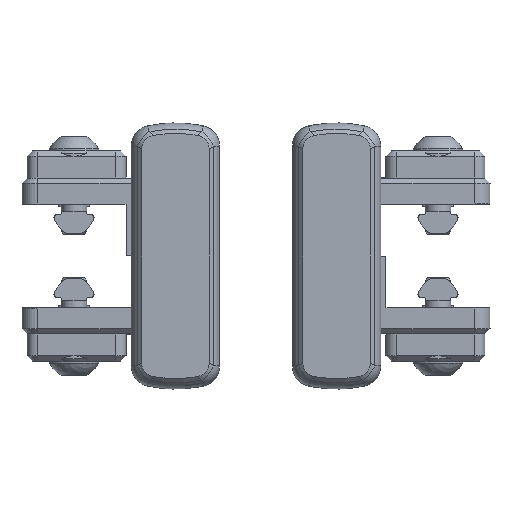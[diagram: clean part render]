
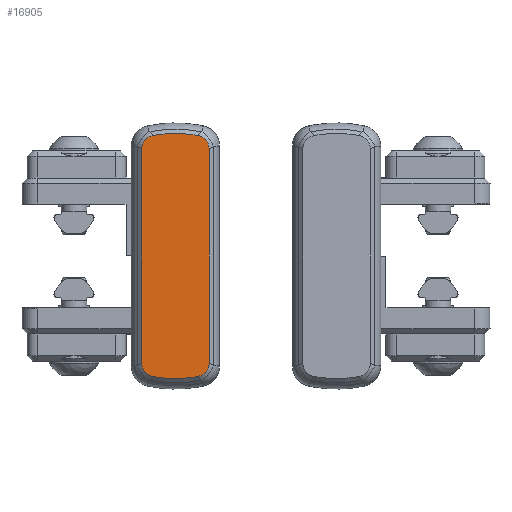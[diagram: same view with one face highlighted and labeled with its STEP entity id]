
A CAD part, front view. The second image highlights one B-rep face of the part: STEP entity #16905.
In plain terms, the highlighted face is planar.
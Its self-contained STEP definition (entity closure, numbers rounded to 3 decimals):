
#995=PLANE('',#18255);
#1436=CIRCLE('',#18253,23.589);
#1438=CIRCLE('',#18256,23.589);
#2475=FACE_OUTER_BOUND('',#3477,.T.);
#3477=EDGE_LOOP('',(#14462,#14463,#14464,#14465,#14466,#14467,#14468,#14469));
#5088=LINE('',#28658,#6748);
#5089=LINE('',#28684,#6749);
#6748=VECTOR('',#21743,10.);
#6749=VECTOR('',#21746,10.);
#7347=B_SPLINE_CURVE_WITH_KNOTS('',3,(#28620,#28621,#28622,#28623,#28624,
#28625,#28626,#28627,#28628,#28629),.UNSPECIFIED.,.F.,.F.,(4,2,2,2,4),(0.,
0.123,0.223,0.308,0.401),
 .UNSPECIFIED.);
#7351=B_SPLINE_CURVE_WITH_KNOTS('',3,(#28660,#28661,#28662,#28663,#28664,
#28665,#28666,#28667,#28668,#28669),.UNSPECIFIED.,.F.,.F.,(4,2,2,2,4),(0.,
0.123,0.223,0.309,0.401),
 .UNSPECIFIED.);
#7352=B_SPLINE_CURVE_WITH_KNOTS('',3,(#28673,#28674,#28675,#28676,#28677,
#28678,#28679,#28680,#28681,#28682),.UNSPECIFIED.,.F.,.F.,(4,2,2,2,4),(0.,
0.123,0.223,0.308,0.401),
 .UNSPECIFIED.);
#7353=B_SPLINE_CURVE_WITH_KNOTS('',3,(#28685,#28686,#28687,#28688,#28689,
#28690,#28691,#28692,#28693,#28694),.UNSPECIFIED.,.F.,.F.,(4,2,2,2,4),(0.,
0.123,0.223,0.309,0.401),
 .UNSPECIFIED.);
#8381=VERTEX_POINT('',#28618);
#8382=VERTEX_POINT('',#28619);
#8387=VERTEX_POINT('',#28648);
#8389=VERTEX_POINT('',#28657);
#8390=VERTEX_POINT('',#28659);
#8391=VERTEX_POINT('',#28670);
#8392=VERTEX_POINT('',#28672);
#8393=VERTEX_POINT('',#28683);
#10466=EDGE_CURVE('',#8381,#8382,#7347,.T.);
#10473=EDGE_CURVE('',#8382,#8387,#1436,.T.);
#10476=EDGE_CURVE('',#8389,#8381,#5088,.T.);
#10477=EDGE_CURVE('',#8390,#8389,#7351,.T.);
#10478=EDGE_CURVE('',#8391,#8390,#1438,.T.);
#10479=EDGE_CURVE('',#8392,#8391,#7352,.T.);
#10480=EDGE_CURVE('',#8393,#8392,#5089,.T.);
#10481=EDGE_CURVE('',#8387,#8393,#7353,.T.);
#14462=ORIENTED_EDGE('',*,*,#10466,.F.);
#14463=ORIENTED_EDGE('',*,*,#10476,.F.);
#14464=ORIENTED_EDGE('',*,*,#10477,.F.);
#14465=ORIENTED_EDGE('',*,*,#10478,.F.);
#14466=ORIENTED_EDGE('',*,*,#10479,.F.);
#14467=ORIENTED_EDGE('',*,*,#10480,.F.);
#14468=ORIENTED_EDGE('',*,*,#10481,.F.);
#14469=ORIENTED_EDGE('',*,*,#10473,.F.);
#16905=ADVANCED_FACE('',(#2475),#995,.F.);
#18253=AXIS2_PLACEMENT_3D('',#28649,#21737,#21738);
#18255=AXIS2_PLACEMENT_3D('',#28656,#21741,#21742);
#18256=AXIS2_PLACEMENT_3D('',#28671,#21744,#21745);
#21737=DIRECTION('center_axis',(0.,0.,1.));
#21738=DIRECTION('ref_axis',(0.208,0.978,0.));
#21741=DIRECTION('center_axis',(0.,0.,1.));
#21742=DIRECTION('ref_axis',(1.,0.,0.));
#21743=DIRECTION('',(0.,1.,0.));
#21744=DIRECTION('center_axis',(0.,0.,1.));
#21745=DIRECTION('ref_axis',(-0.208,-0.978,0.));
#21746=DIRECTION('',(0.,-1.,0.));
#28618=CARTESIAN_POINT('',(-124.,28.891,0.));
#28619=CARTESIAN_POINT('',(-126.328,31.674,0.));
#28620=CARTESIAN_POINT('Ctrl Pts',(-124.,28.891,0.));
#28621=CARTESIAN_POINT('Ctrl Pts',(-124.,29.3,0.));
#28622=CARTESIAN_POINT('Ctrl Pts',(-124.066,29.706,0.));
#28623=CARTESIAN_POINT('Ctrl Pts',(-124.348,30.391,0.));
#28624=CARTESIAN_POINT('Ctrl Pts',(-124.529,30.667,0.));
#28625=CARTESIAN_POINT('Ctrl Pts',(-124.964,31.101,0.));
#28626=CARTESIAN_POINT('Ctrl Pts',(-125.195,31.263,0.));
#28627=CARTESIAN_POINT('Ctrl Pts',(-125.725,31.527,0.));
#28628=CARTESIAN_POINT('Ctrl Pts',(-126.023,31.62,0.));
#28629=CARTESIAN_POINT('Ctrl Pts',(-126.328,31.674,0.));
#28648=CARTESIAN_POINT('',(-134.672,31.674,0.));
#28649=CARTESIAN_POINT('Origin',(-130.5,8.457,0.));
#28656=CARTESIAN_POINT('Origin',(-130.5,8.457,0.));
#28657=CARTESIAN_POINT('',(-124.,-11.976,0.));
#28658=CARTESIAN_POINT('',(-124.,-2.1,0.));
#28659=CARTESIAN_POINT('',(-126.328,-14.76,0.));
#28660=CARTESIAN_POINT('Ctrl Pts',(-126.328,-14.76,0.));
#28661=CARTESIAN_POINT('Ctrl Pts',(-125.924,-14.688,
0.));
#28662=CARTESIAN_POINT('Ctrl Pts',(-125.534,-14.55,
0.));
#28663=CARTESIAN_POINT('Ctrl Pts',(-124.909,-14.149,
0.));
#28664=CARTESIAN_POINT('Ctrl Pts',(-124.669,-13.921,0.));
#28665=CARTESIAN_POINT('Ctrl Pts',(-124.318,-13.413,
0.));
#28666=CARTESIAN_POINT('Ctrl Pts',(-124.2,-13.156,
0.));
#28667=CARTESIAN_POINT('Ctrl Pts',(-124.037,-12.589,0.));
#28668=CARTESIAN_POINT('Ctrl Pts',(-124.,-12.283,
0.));
#28669=CARTESIAN_POINT('Ctrl Pts',(-124.,-11.976,
0.));
#28670=CARTESIAN_POINT('',(-134.672,-14.76,0.));
#28671=CARTESIAN_POINT('Origin',(-130.5,8.457,0.));
#28672=CARTESIAN_POINT('',(-137.,-11.976,0.));
#28673=CARTESIAN_POINT('Ctrl Pts',(-137.,-11.976,
0.));
#28674=CARTESIAN_POINT('Ctrl Pts',(-137.,-12.386,
0.));
#28675=CARTESIAN_POINT('Ctrl Pts',(-136.934,-12.792,
0.));
#28676=CARTESIAN_POINT('Ctrl Pts',(-136.652,-13.477,
0.));
#28677=CARTESIAN_POINT('Ctrl Pts',(-136.471,-13.753,
0.));
#28678=CARTESIAN_POINT('Ctrl Pts',(-136.036,-14.187,0.));
#28679=CARTESIAN_POINT('Ctrl Pts',(-135.805,-14.349,
0.));
#28680=CARTESIAN_POINT('Ctrl Pts',(-135.275,-14.613,
0.));
#28681=CARTESIAN_POINT('Ctrl Pts',(-134.977,-14.705,
0.));
#28682=CARTESIAN_POINT('Ctrl Pts',(-134.672,-14.76,
0.));
#28683=CARTESIAN_POINT('',(-137.,28.891,0.));
#28684=CARTESIAN_POINT('',(-137.,19.015,0.));
#28685=CARTESIAN_POINT('Ctrl Pts',(-134.672,31.674,0.));
#28686=CARTESIAN_POINT('Ctrl Pts',(-135.076,31.602,0.));
#28687=CARTESIAN_POINT('Ctrl Pts',(-135.466,31.464,0.));
#28688=CARTESIAN_POINT('Ctrl Pts',(-136.091,31.063,0.));
#28689=CARTESIAN_POINT('Ctrl Pts',(-136.331,30.835,0.));
#28690=CARTESIAN_POINT('Ctrl Pts',(-136.682,30.327,0.));
#28691=CARTESIAN_POINT('Ctrl Pts',(-136.8,30.07,0.));
#28692=CARTESIAN_POINT('Ctrl Pts',(-136.963,29.503,0.));
#28693=CARTESIAN_POINT('Ctrl Pts',(-137.,29.197,0.));
#28694=CARTESIAN_POINT('Ctrl Pts',(-137.,28.891,0.));
